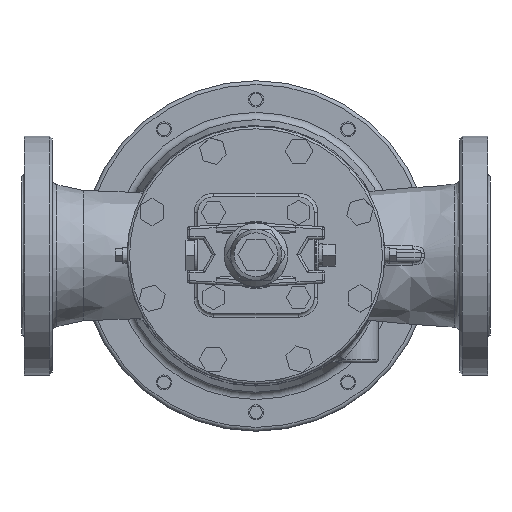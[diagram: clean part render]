
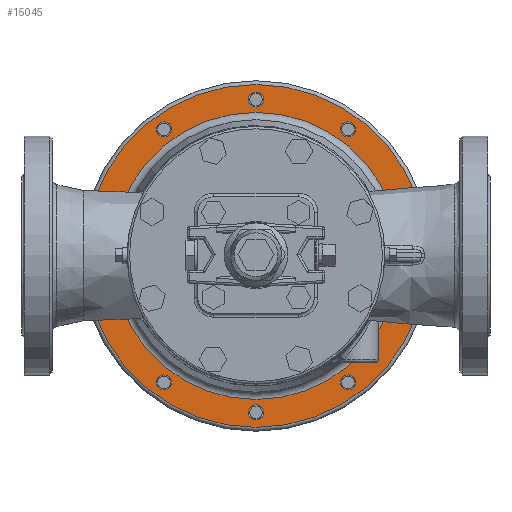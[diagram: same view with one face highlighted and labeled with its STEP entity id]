
A CAD part, top view. The second image highlights one B-rep face of the part: STEP entity #15045.
In plain terms, the highlighted planar face has unit normal (0, 0, 1).
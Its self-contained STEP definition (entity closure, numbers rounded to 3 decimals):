
#115=PLANE('',#16150);
#3231=FACE_BOUND('',#4750,.T.);
#3232=FACE_BOUND('',#4751,.T.);
#3233=FACE_BOUND('',#4752,.T.);
#3234=FACE_BOUND('',#4753,.T.);
#3235=FACE_BOUND('',#4754,.T.);
#3236=FACE_BOUND('',#4755,.T.);
#3237=FACE_BOUND('',#4756,.T.);
#3238=FACE_BOUND('',#4757,.T.);
#3239=FACE_BOUND('',#4758,.T.);
#3240=FACE_BOUND('',#4759,.T.);
#3241=FACE_BOUND('',#4760,.T.);
#3663=FACE_OUTER_BOUND('',#4749,.T.);
#4749=EDGE_LOOP('',(#10928));
#4750=EDGE_LOOP('',(#10929));
#4751=EDGE_LOOP('',(#10930));
#4752=EDGE_LOOP('',(#10931));
#4753=EDGE_LOOP('',(#10932));
#4754=EDGE_LOOP('',(#10933));
#4755=EDGE_LOOP('',(#10934));
#4756=EDGE_LOOP('',(#10935));
#4757=EDGE_LOOP('',(#10936));
#4758=EDGE_LOOP('',(#10937));
#4759=EDGE_LOOP('',(#10938));
#4760=EDGE_LOOP('',(#10939));
#6257=CIRCLE('',#16045,5.053);
#6259=CIRCLE('',#16048,5.053);
#6261=CIRCLE('',#16051,5.053);
#6263=CIRCLE('',#16054,5.053);
#6265=CIRCLE('',#16057,5.053);
#6267=CIRCLE('',#16060,5.053);
#6269=CIRCLE('',#16063,5.053);
#6271=CIRCLE('',#16066,5.053);
#6273=CIRCLE('',#16069,5.053);
#6275=CIRCLE('',#16072,5.053);
#6318=CIRCLE('',#16149,137.);
#6319=CIRCLE('',#16151,114.73);
#7012=VERTEX_POINT('',#23751);
#7014=VERTEX_POINT('',#23756);
#7016=VERTEX_POINT('',#23761);
#7018=VERTEX_POINT('',#23766);
#7020=VERTEX_POINT('',#23771);
#7022=VERTEX_POINT('',#23776);
#7024=VERTEX_POINT('',#23781);
#7026=VERTEX_POINT('',#23786);
#7028=VERTEX_POINT('',#23791);
#7030=VERTEX_POINT('',#23796);
#7115=VERTEX_POINT('',#25819);
#7116=VERTEX_POINT('',#25822);
#8453=EDGE_CURVE('',#7012,#7012,#6257,.T.);
#8455=EDGE_CURVE('',#7014,#7014,#6259,.T.);
#8457=EDGE_CURVE('',#7016,#7016,#6261,.T.);
#8459=EDGE_CURVE('',#7018,#7018,#6263,.T.);
#8461=EDGE_CURVE('',#7020,#7020,#6265,.T.);
#8463=EDGE_CURVE('',#7022,#7022,#6267,.T.);
#8465=EDGE_CURVE('',#7024,#7024,#6269,.T.);
#8467=EDGE_CURVE('',#7026,#7026,#6271,.T.);
#8469=EDGE_CURVE('',#7028,#7028,#6273,.T.);
#8471=EDGE_CURVE('',#7030,#7030,#6275,.T.);
#8598=EDGE_CURVE('',#7115,#7115,#6318,.T.);
#8599=EDGE_CURVE('',#7116,#7116,#6319,.T.);
#10928=ORIENTED_EDGE('',*,*,#8598,.F.);
#10929=ORIENTED_EDGE('',*,*,#8453,.T.);
#10930=ORIENTED_EDGE('',*,*,#8455,.T.);
#10931=ORIENTED_EDGE('',*,*,#8457,.T.);
#10932=ORIENTED_EDGE('',*,*,#8459,.T.);
#10933=ORIENTED_EDGE('',*,*,#8461,.T.);
#10934=ORIENTED_EDGE('',*,*,#8463,.T.);
#10935=ORIENTED_EDGE('',*,*,#8465,.T.);
#10936=ORIENTED_EDGE('',*,*,#8467,.T.);
#10937=ORIENTED_EDGE('',*,*,#8469,.T.);
#10938=ORIENTED_EDGE('',*,*,#8471,.T.);
#10939=ORIENTED_EDGE('',*,*,#8599,.F.);
#15045=ADVANCED_FACE('',(#3663,#3231,#3232,#3233,#3234,#3235,#3236,#3237,
#3238,#3239,#3240,#3241),#115,.T.);
#16045=AXIS2_PLACEMENT_3D('',#23752,#17770,#17771);
#16048=AXIS2_PLACEMENT_3D('',#23757,#17776,#17777);
#16051=AXIS2_PLACEMENT_3D('',#23762,#17782,#17783);
#16054=AXIS2_PLACEMENT_3D('',#23767,#17788,#17789);
#16057=AXIS2_PLACEMENT_3D('',#23772,#17794,#17795);
#16060=AXIS2_PLACEMENT_3D('',#23777,#17800,#17801);
#16063=AXIS2_PLACEMENT_3D('',#23782,#17806,#17807);
#16066=AXIS2_PLACEMENT_3D('',#23787,#17812,#17813);
#16069=AXIS2_PLACEMENT_3D('',#23792,#17818,#17819);
#16072=AXIS2_PLACEMENT_3D('',#23797,#17824,#17825);
#16149=AXIS2_PLACEMENT_3D('',#25820,#17990,#17991);
#16150=AXIS2_PLACEMENT_3D('',#25821,#17992,#17993);
#16151=AXIS2_PLACEMENT_3D('',#25823,#17994,#17995);
#17770=DIRECTION('center_axis',(0.,0.,-1.));
#17771=DIRECTION('ref_axis',(-0.809,0.588,0.));
#17776=DIRECTION('center_axis',(0.,0.,-1.));
#17777=DIRECTION('ref_axis',(-0.309,0.951,0.));
#17782=DIRECTION('center_axis',(0.,0.,-1.));
#17783=DIRECTION('ref_axis',(0.309,0.951,0.));
#17788=DIRECTION('center_axis',(0.,0.,-1.));
#17789=DIRECTION('ref_axis',(0.809,0.588,0.));
#17794=DIRECTION('center_axis',(0.,0.,-1.));
#17795=DIRECTION('ref_axis',(1.,0.,0.));
#17800=DIRECTION('center_axis',(0.,0.,-1.));
#17801=DIRECTION('ref_axis',(0.809,-0.588,0.));
#17806=DIRECTION('center_axis',(0.,0.,-1.));
#17807=DIRECTION('ref_axis',(0.309,-0.951,0.));
#17812=DIRECTION('center_axis',(0.,0.,-1.));
#17813=DIRECTION('ref_axis',(-0.309,-0.951,0.));
#17818=DIRECTION('center_axis',(0.,0.,-1.));
#17819=DIRECTION('ref_axis',(-0.809,-0.588,0.));
#17824=DIRECTION('center_axis',(0.,0.,-1.));
#17825=DIRECTION('ref_axis',(-1.,0.,0.));
#17990=DIRECTION('center_axis',(0.,0.,-1.));
#17991=DIRECTION('ref_axis',(-1.,0.,0.));
#17992=DIRECTION('center_axis',(0.,0.,1.));
#17993=DIRECTION('ref_axis',(1.,0.,0.));
#17994=DIRECTION('center_axis',(0.,0.,1.));
#17995=DIRECTION('ref_axis',(-1.,0.,0.));
#23751=CARTESIAN_POINT('',(77.561,98.157,30.));
#23752=CARTESIAN_POINT('Origin',(73.473,101.127,30.));
#23756=CARTESIAN_POINT('',(120.444,33.821,30.));
#23757=CARTESIAN_POINT('Origin',(118.882,38.627,30.));
#23761=CARTESIAN_POINT('',(117.321,-43.433,30.));
#23762=CARTESIAN_POINT('Origin',(118.882,-38.627,30.));
#23766=CARTESIAN_POINT('',(69.385,-104.097,30.));
#23767=CARTESIAN_POINT('Origin',(73.473,-101.127,30.));
#23771=CARTESIAN_POINT('',(-5.053,-125.,30.));
#23772=CARTESIAN_POINT('Origin',(0.,-125.,30.));
#23776=CARTESIAN_POINT('',(-77.561,-98.157,30.));
#23777=CARTESIAN_POINT('Origin',(-73.473,-101.127,30.));
#23781=CARTESIAN_POINT('',(-120.444,-33.821,30.));
#23782=CARTESIAN_POINT('Origin',(-118.882,-38.627,30.));
#23786=CARTESIAN_POINT('',(-117.321,43.433,30.));
#23787=CARTESIAN_POINT('Origin',(-118.882,38.627,30.));
#23791=CARTESIAN_POINT('',(-69.385,104.097,30.));
#23792=CARTESIAN_POINT('Origin',(-73.473,101.127,30.));
#23796=CARTESIAN_POINT('',(5.053,125.,30.));
#23797=CARTESIAN_POINT('Origin',(0.,125.,30.));
#25819=CARTESIAN_POINT('',(137.,0.,30.));
#25820=CARTESIAN_POINT('Origin',(0.,0.,30.));
#25821=CARTESIAN_POINT('Origin',(0.,0.,
30.));
#25822=CARTESIAN_POINT('',(114.73,0.,30.));
#25823=CARTESIAN_POINT('Origin',(0.,0.,30.));
